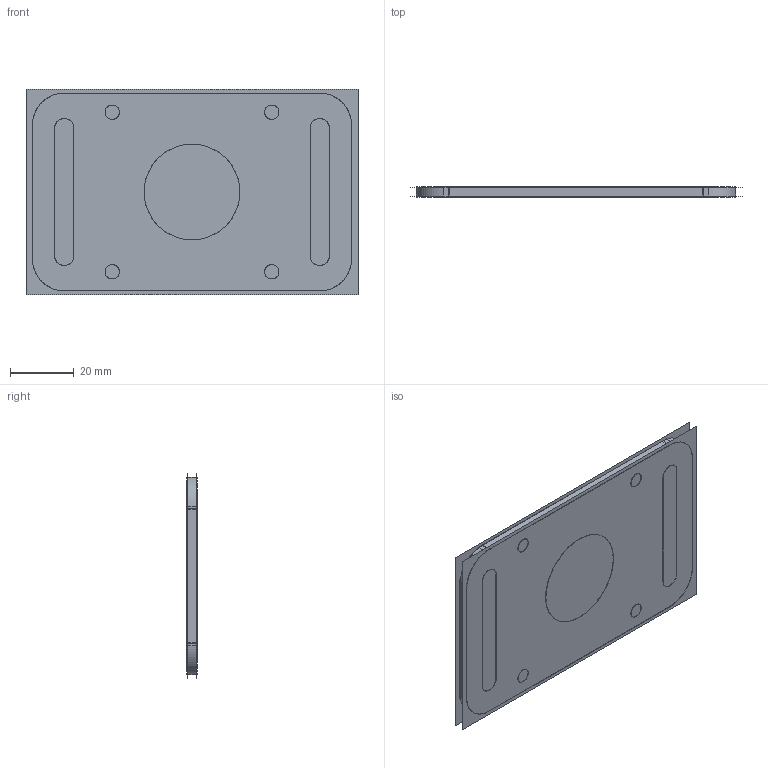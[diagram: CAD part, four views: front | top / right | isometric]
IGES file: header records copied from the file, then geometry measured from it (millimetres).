
Start section:  PTC IGES file: 213730.igs
Global section: file name: 213730.igs; native system: Creo Parametric by PTC Inc.; preprocessor: 2018300; author: pdmadmin; organization: Unknown; date: 20190920.072958; units: millimetre
Bounding box: 104 x 3.28 x 64.48 mm (x, y, z)
Volume: 14179.2 mm3; surface area: 50441.2 mm2
Topology: 1 solids, 1 shells, 72 faces, 416 edges, 544 vertices
Faces by surface type: revolution 52, bspline 20
